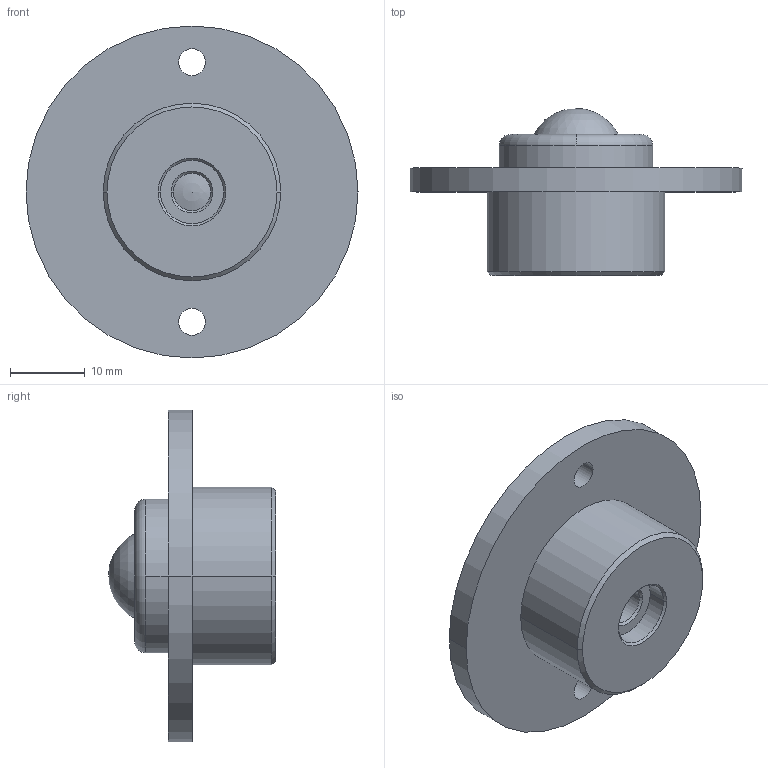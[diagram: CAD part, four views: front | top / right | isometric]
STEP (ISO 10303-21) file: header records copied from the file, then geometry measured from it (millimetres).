
FILE_DESCRIPTION (( 'STEP AP214' ), '1' );
FILE_NAME ('0022464.step', '2020-04-30T08:23:48', ( '' ), ( '' ), 'SwSTEP 2.0', 'SolidWorks 2018', '' );
FILE_SCHEMA (( 'AUTOMOTIVE_DESIGN' ));
Length unit declared in the file: millimetre
Products named in the file (1): 0022464
Bounding box: 44.5 x 22.4 x 44.5 mm (x, y, z)
Volume: 11260.5 mm3; surface area: 4898 mm2
Topology: 1 solids, 1 shells, 37 faces, 82 edges, 52 vertices
Faces by surface type: cylinder 16, cone 10, plane 7, torus 2, sphere 2
Entity records: 1069 total; most frequent: DIRECTION 206, CARTESIAN_POINT 166, ORIENTED_EDGE 156, AXIS2_PLACEMENT_3D 90, EDGE_CURVE 78, CIRCLE 52, VERTEX_POINT 50, EDGE_LOOP 48
